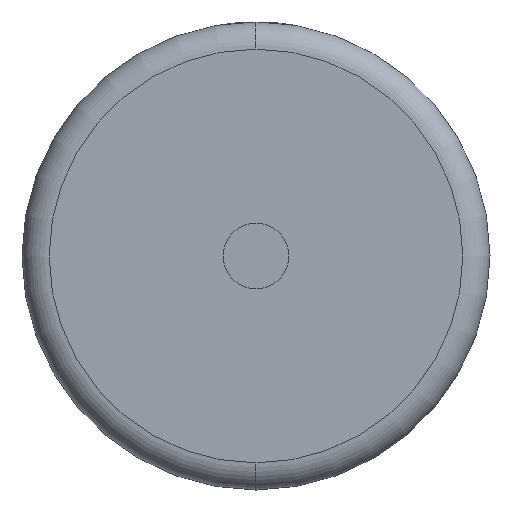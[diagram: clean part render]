
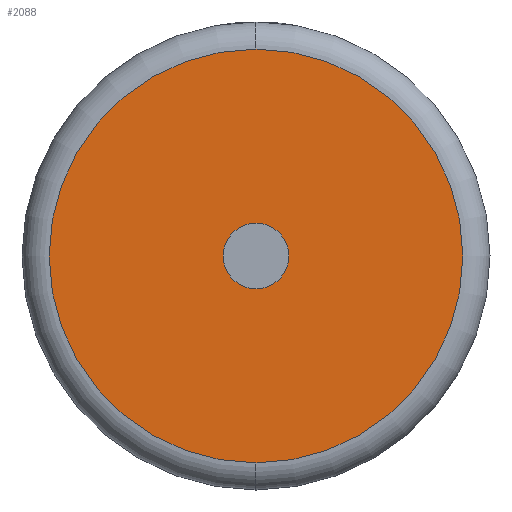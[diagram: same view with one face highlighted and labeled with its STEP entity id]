
A CAD part, left-side view. The second image highlights one B-rep face of the part: STEP entity #2088.
In plain terms, the highlighted planar face has unit normal (-1, 0, 0).
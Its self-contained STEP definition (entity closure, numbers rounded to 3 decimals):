
#1 = DIRECTION ( 'NONE',  ( 0., 0., -1. ) ) ;
#12 = CARTESIAN_POINT ( 'NONE',  ( 0., 0., -37.788 ) ) ;
#252 = ORIENTED_EDGE ( 'NONE', *, *, #1186, .T. ) ;
#261 = AXIS2_PLACEMENT_3D ( 'NONE', #3606, #2957, #2017 ) ;
#313 = CARTESIAN_POINT ( 'NONE',  ( 0., 0., -6. ) ) ;
#416 = DIRECTION ( 'NONE',  ( 0., 0., -1. ) ) ;
#677 = VERTEX_POINT ( 'NONE', #2959 ) ;
#828 = AXIS2_PLACEMENT_3D ( 'NONE', #2374, #3630, #836 ) ;
#836 = DIRECTION ( 'NONE',  ( 0., 0., -1. ) ) ;
#1186 = EDGE_CURVE ( 'NONE', #3262, #3325, #3490, .T. ) ;
#1239 = CARTESIAN_POINT ( 'NONE',  ( 0., 0., 0. ) ) ;
#1243 = ORIENTED_EDGE ( 'NONE', *, *, #1590, .F. ) ;
#1368 = CARTESIAN_POINT ( 'NONE',  ( 0., 0., 0. ) ) ;
#1503 = DIRECTION ( 'NONE',  ( -1., 0., 0. ) ) ;
#1579 = CIRCLE ( 'NONE', #2068, 6. ) ;
#1590 = EDGE_CURVE ( 'NONE', #677, #3407, #1735, .T. ) ;
#1735 = CIRCLE ( 'NONE', #2939, 6. ) ;
#1737 = PLANE ( 'NONE',  #828 ) ;
#1961 = EDGE_CURVE ( 'NONE', #3407, #677, #1579, .T. ) ;
#2017 = DIRECTION ( 'NONE',  ( 0., 0., -1. ) ) ;
#2023 = DIRECTION ( 'NONE',  ( 0., 0., -1. ) ) ;
#2055 = EDGE_CURVE ( 'NONE', #3325, #3262, #2845, .T. ) ;
#2068 = AXIS2_PLACEMENT_3D ( 'NONE', #1368, #3250, #416 ) ;
#2088 = ADVANCED_FACE ( 'NONE', ( #2505, #2600 ), #1737, .F. ) ;
#2374 = CARTESIAN_POINT ( 'NONE',  ( 0., 0., 0. ) ) ;
#2505 = FACE_OUTER_BOUND ( 'NONE', #3110, .T. ) ;
#2600 = FACE_BOUND ( 'NONE', #3323, .T. ) ;
#2742 = ORIENTED_EDGE ( 'NONE', *, *, #2055, .T. ) ;
#2845 = CIRCLE ( 'NONE', #261, 37.788 ) ;
#2939 = AXIS2_PLACEMENT_3D ( 'NONE', #2961, #3595, #2023 ) ;
#2957 = DIRECTION ( 'NONE',  ( -1., 0., 0. ) ) ;
#2959 = CARTESIAN_POINT ( 'NONE',  ( 0., 0., 6. ) ) ;
#2961 = CARTESIAN_POINT ( 'NONE',  ( 0., 0., 0. ) ) ;
#3110 = EDGE_LOOP ( 'NONE', ( #2742, #252 ) ) ;
#3250 = DIRECTION ( 'NONE',  ( -1., 0., 0. ) ) ;
#3262 = VERTEX_POINT ( 'NONE', #3900 ) ;
#3323 = EDGE_LOOP ( 'NONE', ( #3935, #1243 ) ) ;
#3325 = VERTEX_POINT ( 'NONE', #12 ) ;
#3407 = VERTEX_POINT ( 'NONE', #313 ) ;
#3490 = CIRCLE ( 'NONE', #3902, 37.788 ) ;
#3595 = DIRECTION ( 'NONE',  ( -1., 0., 0. ) ) ;
#3606 = CARTESIAN_POINT ( 'NONE',  ( 0., 0., 0. ) ) ;
#3630 = DIRECTION ( 'NONE',  ( 1., 0., 0. ) ) ;
#3900 = CARTESIAN_POINT ( 'NONE',  ( 0., 0., 37.788 ) ) ;
#3902 = AXIS2_PLACEMENT_3D ( 'NONE', #1239, #1503, #1 ) ;
#3935 = ORIENTED_EDGE ( 'NONE', *, *, #1961, .F. ) ;
